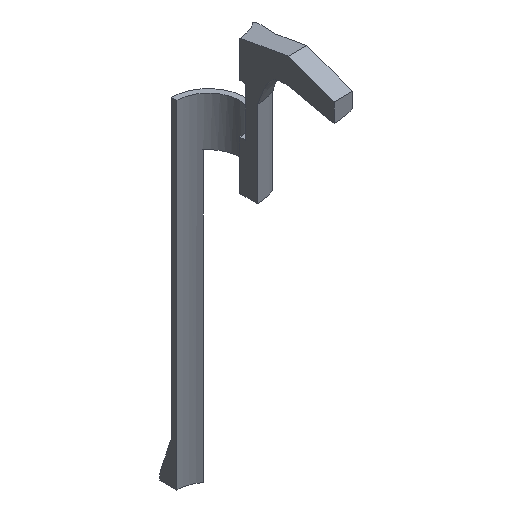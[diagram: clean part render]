
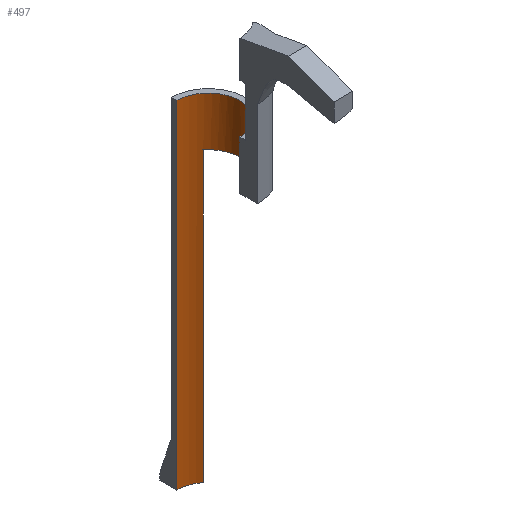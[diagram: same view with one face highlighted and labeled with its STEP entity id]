
A CAD part, isometric view. The second image highlights one B-rep face of the part: STEP entity #497.
In plain terms, the highlighted cylindrical face has radius 8.153 mm (diameter 16.307 mm), a partial arc.
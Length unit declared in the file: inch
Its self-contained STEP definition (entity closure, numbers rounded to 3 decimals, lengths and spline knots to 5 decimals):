
#26=CYLINDRICAL_SURFACE('',#546,0.321);
#44=FACE_OUTER_BOUND('',#71,.T.);
#71=EDGE_LOOP('',(#377,#378,#379,#380,#381,#382));
#94=CIRCLE('',#541,0.321);
#97=CIRCLE('',#547,0.321);
#98=CIRCLE('',#548,0.321);
#119=LINE('',#705,#161);
#123=LINE('',#714,#165);
#142=LINE('',#804,#184);
#161=VECTOR('',#576,0.3937);
#165=VECTOR('',#582,0.3937);
#184=VECTOR('',#633,0.3937);
#205=VERTEX_POINT('',#702);
#206=VERTEX_POINT('',#704);
#209=VERTEX_POINT('',#711);
#210=VERTEX_POINT('',#713);
#229=VERTEX_POINT('',#788);
#234=VERTEX_POINT('',#802);
#255=EDGE_CURVE('',#206,#205,#119,.T.);
#259=EDGE_CURVE('',#210,#209,#123,.T.);
#284=EDGE_CURVE('',#210,#229,#94,.T.);
#291=EDGE_CURVE('',#234,#205,#97,.T.);
#292=EDGE_CURVE('',#229,#234,#142,.T.);
#293=EDGE_CURVE('',#206,#209,#98,.T.);
#377=ORIENTED_EDGE('',*,*,#255,.T.);
#378=ORIENTED_EDGE('',*,*,#291,.F.);
#379=ORIENTED_EDGE('',*,*,#292,.F.);
#380=ORIENTED_EDGE('',*,*,#284,.F.);
#381=ORIENTED_EDGE('',*,*,#259,.T.);
#382=ORIENTED_EDGE('',*,*,#293,.F.);
#497=ADVANCED_FACE('',(#44),#26,.F.);
#541=AXIS2_PLACEMENT_3D('',#789,#616,#617);
#546=AXIS2_PLACEMENT_3D('',#801,#629,#630);
#547=AXIS2_PLACEMENT_3D('',#803,#631,#632);
#548=AXIS2_PLACEMENT_3D('',#805,#634,#635);
#576=DIRECTION('',(0.,0.,-1.));
#582=DIRECTION('',(0.,0.,1.));
#616=DIRECTION('center_axis',(0.,0.,
1.));
#617=DIRECTION('ref_axis',(1.,0.,0.));
#629=DIRECTION('center_axis',(0.,0.,1.));
#630=DIRECTION('ref_axis',(1.,0.,0.));
#631=DIRECTION('center_axis',(0.,0.,
1.));
#632=DIRECTION('ref_axis',(1.,0.,0.));
#633=DIRECTION('',(0.,0.,-1.));
#634=DIRECTION('center_axis',(0.,0.,
-1.));
#635=DIRECTION('ref_axis',(1.,0.,0.));
#702=CARTESIAN_POINT('',(0.,4.07771,-7.51175));
#704=CARTESIAN_POINT('',(0.,4.07771,-4.07425));
#705=CARTESIAN_POINT('',(0.,4.07771,-4.07425));
#711=CARTESIAN_POINT('',(0.,3.43571,-4.07425));
#713=CARTESIAN_POINT('',(0.,3.43571,-4.57425));
#714=CARTESIAN_POINT('',(0.,3.43571,-4.07425));
#788=CARTESIAN_POINT('',(0.2,4.00779,-4.57425));
#789=CARTESIAN_POINT('Origin',(0.,3.75671,-4.57425));
#801=CARTESIAN_POINT('Origin',(0.,3.75671,-4.07425));
#802=CARTESIAN_POINT('',(0.2,4.00779,-7.51175));
#803=CARTESIAN_POINT('Origin',(0.,3.75671,-7.51175));
#804=CARTESIAN_POINT('',(0.2,4.00779,-4.07425));
#805=CARTESIAN_POINT('Origin',(0.,3.75671,-4.07425));
